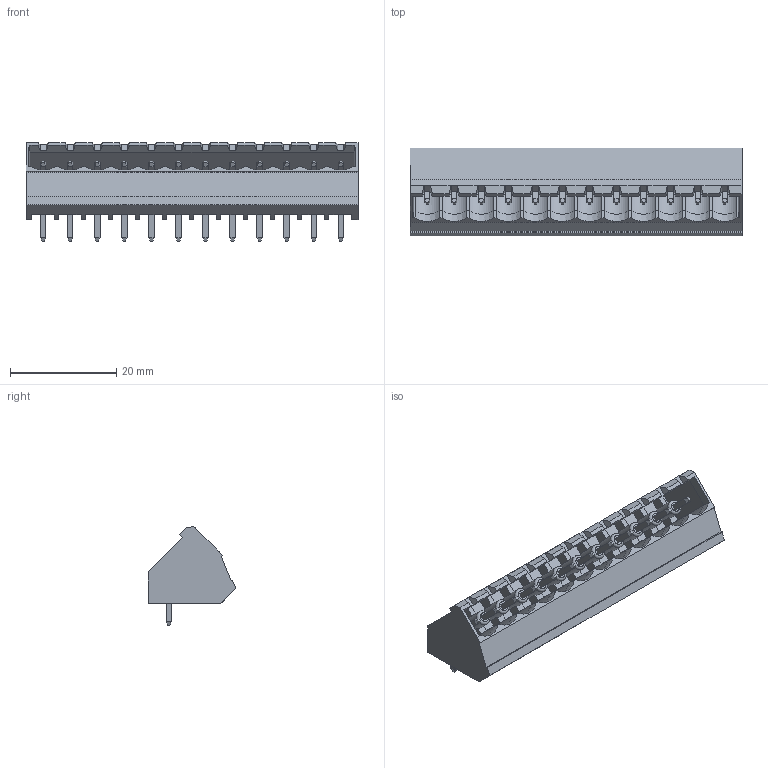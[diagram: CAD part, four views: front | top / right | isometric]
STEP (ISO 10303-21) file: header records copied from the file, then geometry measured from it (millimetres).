
FILE_DESCRIPTION( ( 'Unknown' ), '1' );
FILE_NAME( '691314520112.stp', 'Unknown', ( 'Unknown' ), ( 'Unknown' ), 'PSStep 18.0.17', 'Unknown', ' ' );
FILE_SCHEMA( ( 'AUTOMOTIVE_DESIGN { 1 0 10303 214 1 1 1 1 }' ) );
Length unit declared in the file: millimetre
Products named in the file (3): Assem1; 6913145201xx_PIN; 691314520112
Assembly tree (13 placements, depth 2):
  Assem1
    6913145201xx_PIN  x12
    691314520112
Bounding box: 62.36 x 16.5 x 18.6 mm (x, y, z)
Volume: 3882.7 mm3; surface area: 8704.9 mm2
Topology: 13 solids, 13 shells, 710 faces, 1928 edges, 1232 vertices
Faces by surface type: plane 662, cylinder 24, cone 12, torus 12
Full cylindrical faces by diameter (mm): 2.75 x12
Entity records: 21672 total; most frequent: CARTESIAN_POINT 3246, ORIENTED_EDGE 3036, DIRECTION 2746, EDGE_CURVE 1518, LINE 1314, VECTOR 1314, VERTEX_POINT 1000, AXIS2_PLACEMENT_3D 716
